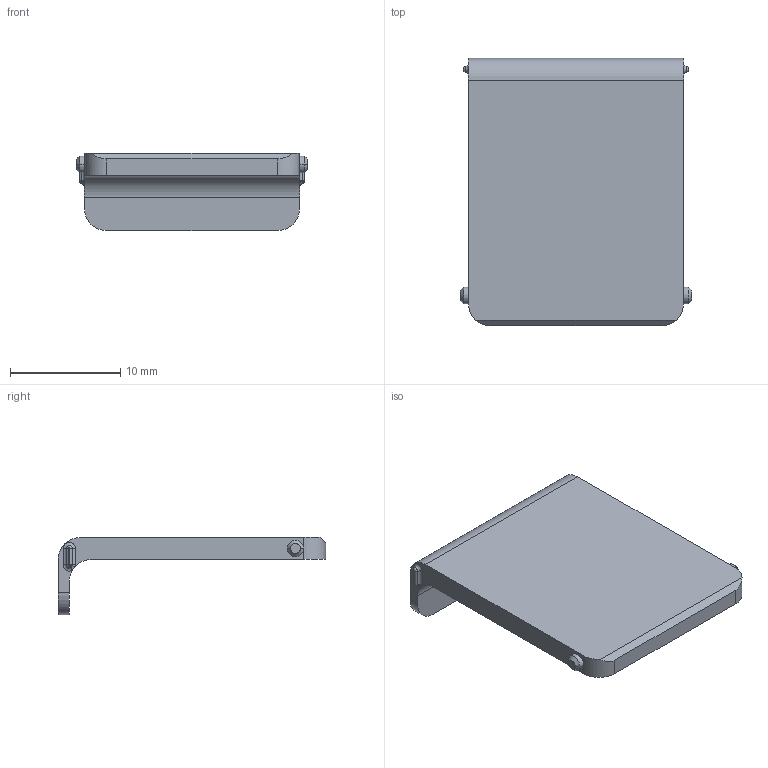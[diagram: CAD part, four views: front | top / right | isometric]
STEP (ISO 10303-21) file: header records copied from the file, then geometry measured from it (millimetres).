
FILE_DESCRIPTION(('CATIA V5 STEP','CAx-IF Rec.Pracs.--- Model Styling and Organization---1.4--- 2014-01-23'),'2;1');
FILE_NAME('Couvercle SD.stp','2021-02-10T10:40:25+00:00',('Olivier GUEROULT'),('SAFRAN'),'CATIA Version 5-6 Release 2018 SP3 HF19','CATIA V5 STEP AP214','none');
FILE_SCHEMA(('AUTOMOTIVE_DESIGN { 1 0 10303 214 1 1 1 1 }'));
Length unit declared in the file: millimetre
Products named in the file (1): Couvercle SD
Bounding box: 21 x 24.25 x 7 mm (x, y, z)
Volume: 1024.6 mm3; surface area: 1292.8 mm2
Topology: 1 solids, 1 shells, 56 faces, 135 edges, 82 vertices
Faces by surface type: cylinder 20, plane 14, torus 14, cone 4, bspline 4
Entity records: 1723 total; most frequent: CARTESIAN_POINT 449, ORIENTED_EDGE 270, DIRECTION 223, EDGE_CURVE 135, AXIS2_PLACEMENT_3D 124, VERTEX_POINT 82, CIRCLE 74, EDGE_LOOP 59
